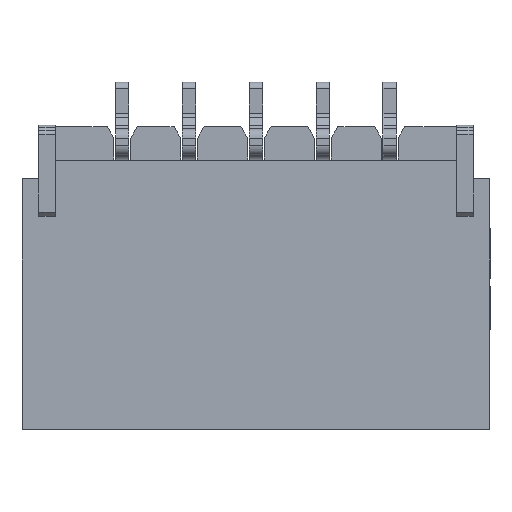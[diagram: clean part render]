
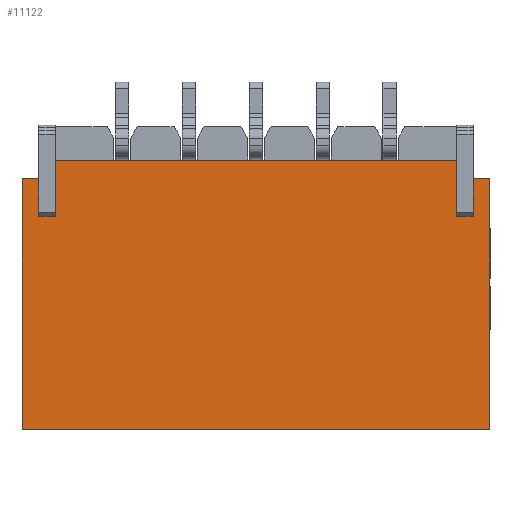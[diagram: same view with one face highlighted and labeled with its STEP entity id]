
A CAD part, top view. The second image highlights one B-rep face of the part: STEP entity #11122.
In plain terms, the highlighted planar face has unit normal (0, 0, 1).
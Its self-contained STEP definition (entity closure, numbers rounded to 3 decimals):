
#672=FACE_OUTER_BOUND('',#1268,.T.);
#1268=EDGE_LOOP('',(#7262,#7263,#7264,#7265,#7266,#7267,#7268,#7269,#7270,
#7271,#7272,#7273));
#1989=LINE('',#15452,#3209);
#2011=LINE('',#15496,#3231);
#2013=LINE('',#15499,#3233);
#2014=LINE('',#15503,#3234);
#2015=LINE('',#15505,#3235);
#2016=LINE('',#15507,#3236);
#2017=LINE('',#15509,#3237);
#2018=LINE('',#15510,#3238);
#2019=LINE('',#15512,#3239);
#2020=LINE('',#15514,#3240);
#2021=LINE('',#15516,#3241);
#2022=LINE('',#15517,#3242);
#3209=VECTOR('',#12716,1.);
#3231=VECTOR('',#12742,1.);
#3233=VECTOR('',#12746,1.);
#3234=VECTOR('',#12749,1.);
#3235=VECTOR('',#12750,1.);
#3236=VECTOR('',#12751,1.);
#3237=VECTOR('',#12752,1.);
#3238=VECTOR('',#12753,1.);
#3239=VECTOR('',#12754,1.);
#3240=VECTOR('',#12755,1.);
#3241=VECTOR('',#12756,1.);
#3242=VECTOR('',#12757,1.);
#4422=VERTEX_POINT('',#15449);
#4423=VERTEX_POINT('',#15451);
#4442=VERTEX_POINT('',#15493);
#4443=VERTEX_POINT('',#15495);
#4444=VERTEX_POINT('',#15501);
#4445=VERTEX_POINT('',#15502);
#4446=VERTEX_POINT('',#15504);
#4447=VERTEX_POINT('',#15506);
#4448=VERTEX_POINT('',#15508);
#4449=VERTEX_POINT('',#15511);
#4450=VERTEX_POINT('',#15513);
#4451=VERTEX_POINT('',#15515);
#5511=EDGE_CURVE('',#4422,#4423,#1989,.T.);
#5533=EDGE_CURVE('',#4442,#4443,#2011,.T.);
#5535=EDGE_CURVE('',#4422,#4443,#2013,.T.);
#5536=EDGE_CURVE('',#4444,#4445,#2014,.T.);
#5537=EDGE_CURVE('',#4446,#4444,#2015,.T.);
#5538=EDGE_CURVE('',#4447,#4446,#2016,.T.);
#5539=EDGE_CURVE('',#4447,#4448,#2017,.T.);
#5540=EDGE_CURVE('',#4423,#4448,#2018,.T.);
#5541=EDGE_CURVE('',#4449,#4442,#2019,.T.);
#5542=EDGE_CURVE('',#4450,#4449,#2020,.T.);
#5543=EDGE_CURVE('',#4450,#4451,#2021,.T.);
#5544=EDGE_CURVE('',#4445,#4451,#2022,.T.);
#7262=ORIENTED_EDGE('',*,*,#5536,.F.);
#7263=ORIENTED_EDGE('',*,*,#5537,.F.);
#7264=ORIENTED_EDGE('',*,*,#5538,.F.);
#7265=ORIENTED_EDGE('',*,*,#5539,.T.);
#7266=ORIENTED_EDGE('',*,*,#5540,.F.);
#7267=ORIENTED_EDGE('',*,*,#5511,.F.);
#7268=ORIENTED_EDGE('',*,*,#5535,.T.);
#7269=ORIENTED_EDGE('',*,*,#5533,.F.);
#7270=ORIENTED_EDGE('',*,*,#5541,.F.);
#7271=ORIENTED_EDGE('',*,*,#5542,.F.);
#7272=ORIENTED_EDGE('',*,*,#5543,.T.);
#7273=ORIENTED_EDGE('',*,*,#5544,.F.);
#10088=PLANE('',#11775);
#11122=ADVANCED_FACE('',(#672),#10088,.F.);
#11775=AXIS2_PLACEMENT_3D('',#15500,#12747,#12748);
#12716=DIRECTION('',(-1.,0.,0.));
#12742=DIRECTION('',(1.,0.,0.));
#12746=DIRECTION('',(0.,1.,0.));
#12747=DIRECTION('center_axis',(0.,0.,-1.));
#12748=DIRECTION('ref_axis',(0.,1.,0.));
#12749=DIRECTION('',(0.,1.,0.));
#12750=DIRECTION('',(1.,0.,0.));
#12751=DIRECTION('',(0.,-1.,0.));
#12752=DIRECTION('',(-1.,0.,0.));
#12753=DIRECTION('',(0.,1.,0.));
#12754=DIRECTION('',(0.,1.,0.));
#12755=DIRECTION('',(1.,0.,0.));
#12756=DIRECTION('',(0.,1.,0.));
#12757=DIRECTION('',(1.,0.,0.));
#15449=CARTESIAN_POINT('',(3.5,-2.9,3.15));
#15451=CARTESIAN_POINT('',(-3.5,-2.9,3.15));
#15452=CARTESIAN_POINT('',(-3.5,-2.9,3.15));
#15493=CARTESIAN_POINT('',(3.25,0.85,3.15));
#15495=CARTESIAN_POINT('',(3.5,0.85,3.15));
#15496=CARTESIAN_POINT('',(3.,0.85,3.15));
#15499=CARTESIAN_POINT('',(3.5,-2.9,3.15));
#15500=CARTESIAN_POINT('Origin',(-3.5,-2.9,3.15));
#15501=CARTESIAN_POINT('',(-3.,0.288,3.15));
#15502=CARTESIAN_POINT('',(-3.,1.13,3.15));
#15503=CARTESIAN_POINT('',(-3.,0.85,3.15));
#15504=CARTESIAN_POINT('',(-3.25,0.288,3.15));
#15505=CARTESIAN_POINT('',(-3.25,0.288,3.15));
#15506=CARTESIAN_POINT('',(-3.25,0.85,3.15));
#15507=CARTESIAN_POINT('',(-3.25,0.288,3.15));
#15508=CARTESIAN_POINT('',(-3.5,0.85,3.15));
#15509=CARTESIAN_POINT('',(-3.,0.85,3.15));
#15510=CARTESIAN_POINT('',(-3.5,-2.9,3.15));
#15511=CARTESIAN_POINT('',(3.25,0.288,3.15));
#15512=CARTESIAN_POINT('',(3.25,0.288,3.15));
#15513=CARTESIAN_POINT('',(3.,0.288,3.15));
#15514=CARTESIAN_POINT('',(3.25,0.288,3.15));
#15515=CARTESIAN_POINT('',(3.,1.13,3.15));
#15516=CARTESIAN_POINT('',(3.,0.85,3.15));
#15517=CARTESIAN_POINT('',(-0.125,1.13,3.15));
